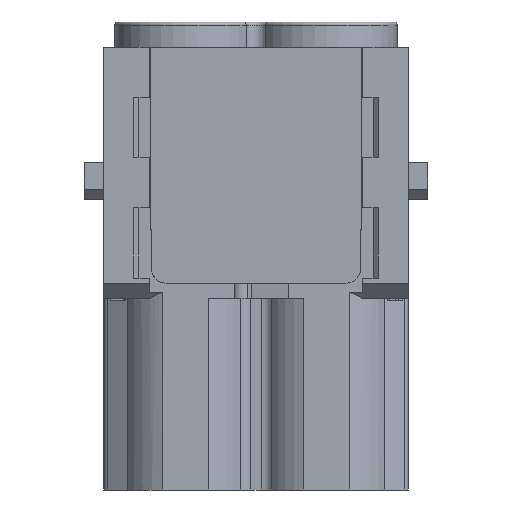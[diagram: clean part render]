
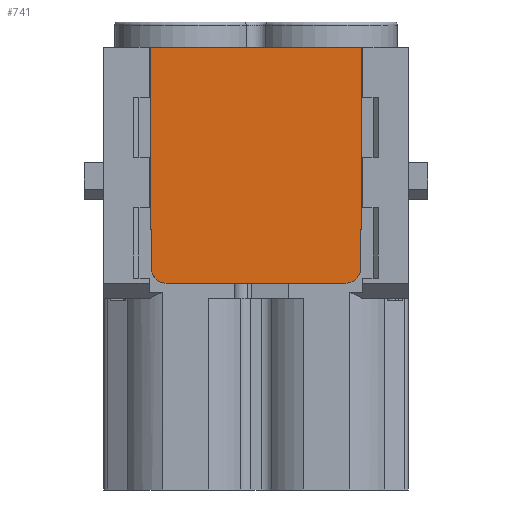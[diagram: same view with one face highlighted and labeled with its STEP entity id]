
A CAD part, front view. The second image highlights one B-rep face of the part: STEP entity #741.
In plain terms, the highlighted planar face has unit normal (0, -1, 0).
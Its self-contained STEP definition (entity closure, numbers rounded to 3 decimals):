
#741=ADVANCED_FACE('',(#1474),#1132,.T.);
#1132=PLANE('',#9491);
#1474=FACE_OUTER_BOUND('',#1952,.T.);
#1952=EDGE_LOOP('',(#4048,#4049,#4050,#4051,#4052,#4053));
#2351=CIRCLE('',#9489,1.5);
#2352=CIRCLE('',#9490,1.5);
#4048=ORIENTED_EDGE('',*,*,#6707,.F.);
#4049=ORIENTED_EDGE('',*,*,#6838,.F.);
#4050=ORIENTED_EDGE('',*,*,#6839,.F.);
#4051=ORIENTED_EDGE('',*,*,#6840,.T.);
#4052=ORIENTED_EDGE('',*,*,#6841,.T.);
#4053=ORIENTED_EDGE('',*,*,#6830,.F.);
#5599=VERTEX_POINT('',#14130);
#5600=VERTEX_POINT('',#14132);
#5715=VERTEX_POINT('',#14495);
#5720=VERTEX_POINT('',#14510);
#5721=VERTEX_POINT('',#14512);
#5722=VERTEX_POINT('',#14514);
#6707=EDGE_CURVE('',#5599,#5600,#7834,.T.);
#6830=EDGE_CURVE('',#5600,#5715,#7902,.T.);
#6838=EDGE_CURVE('',#5720,#5599,#7910,.T.);
#6839=EDGE_CURVE('',#5721,#5720,#2351,.T.);
#6840=EDGE_CURVE('',#5721,#5722,#7911,.T.);
#6841=EDGE_CURVE('',#5722,#5715,#2352,.T.);
#7834=LINE('',#14131,#8723);
#7902=LINE('',#14494,#8791);
#7910=LINE('',#14509,#8799);
#7911=LINE('',#14513,#8800);
#8723=VECTOR('',#11170,1.);
#8791=VECTOR('',#11342,1.);
#8799=VECTOR('',#11354,1.);
#8800=VECTOR('',#11357,1.);
#9489=AXIS2_PLACEMENT_3D('',#14511,#11355,#11356);
#9490=AXIS2_PLACEMENT_3D('',#14515,#11358,#11359);
#9491=AXIS2_PLACEMENT_3D('',#14516,#11360,#11361);
#11170=DIRECTION('',(1.,0.,0.));
#11342=DIRECTION('',(-0.005,0.,-1.));
#11354=DIRECTION('',(-0.005,0.,1.));
#11355=DIRECTION('',(0.,1.,0.));
#11356=DIRECTION('',(-1.,0.,0.));
#11357=DIRECTION('',(1.,0.,0.));
#11358=DIRECTION('',(0.,-1.,0.));
#11359=DIRECTION('',(-1.,0.,0.));
#11360=DIRECTION('',(0.,-1.,0.));
#11361=DIRECTION('',(0.,0.,1.));
#14130=CARTESIAN_POINT('',(-17.55,-7.3,75.2));
#14131=CARTESIAN_POINT('',(3.55,-7.3,75.2));
#14132=CARTESIAN_POINT('',(3.55,-7.3,75.2));
#14494=CARTESIAN_POINT('',(3.55,-7.3,75.2));
#14495=CARTESIAN_POINT('',(3.435,-7.3,53.192));
#14509=CARTESIAN_POINT('',(-17.55,-7.3,75.2));
#14510=CARTESIAN_POINT('',(-17.435,-7.3,53.192));
#14511=CARTESIAN_POINT('',(-15.935,-7.3,53.2));
#14512=CARTESIAN_POINT('',(-15.935,-7.3,51.7));
#14513=CARTESIAN_POINT('',(3.55,-7.3,51.7));
#14514=CARTESIAN_POINT('',(1.935,-7.3,51.7));
#14515=CARTESIAN_POINT('',(1.935,-7.3,53.2));
#14516=CARTESIAN_POINT('',(3.55,-7.3,75.2));
